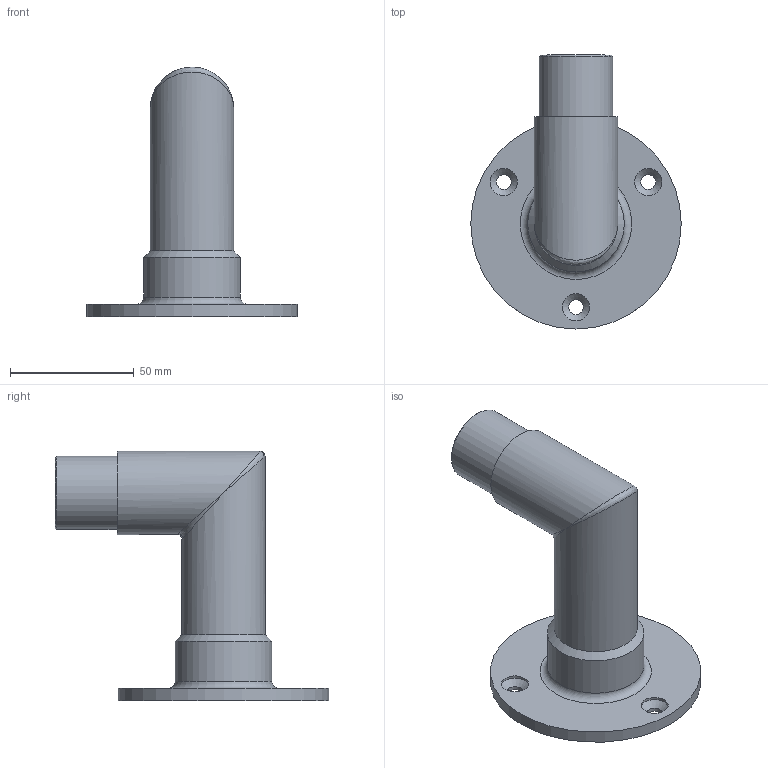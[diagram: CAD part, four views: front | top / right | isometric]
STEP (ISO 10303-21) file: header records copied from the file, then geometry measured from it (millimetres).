
FILE_DESCRIPTION (( 'STEP AP203' ), '1' );
FILE_NAME ('56092-320-33.step', '2021-11-26T08:04:39', ( '' ), ( '' ), 'SwSTEP 2.0', 'SolidWorks 2018', '' );
FILE_SCHEMA (( 'CONFIG_CONTROL_DESIGN' ));
Length unit declared in the file: millimetre
Products named in the file (2): 56092-320-33
Bounding box: 85 x 110.5 x 100.85 mm (x, y, z)
Volume: 50831.5 mm3; surface area: 41304 mm2
Topology: 1 solids, 1 shells, 310 faces, 821 edges, 541 vertices
Faces by surface type: bspline 150, plane 139, cylinder 15, cone 5, torus 1
Full cylindrical faces by diameter (mm): 6 x3, 11 x3, 25.6 x1, 29.6 x1, 29.7 x2, 33.7 x2, 37 x1, 39 x1, 85 x1
Entity records: 17728 total; most frequent: CARTESIAN_POINT 11017, ORIENTED_EDGE 1584, DIRECTION 843, EDGE_CURVE 792, VERTEX_POINT 537, LINE 463, VECTOR 463, EDGE_LOOP 371
